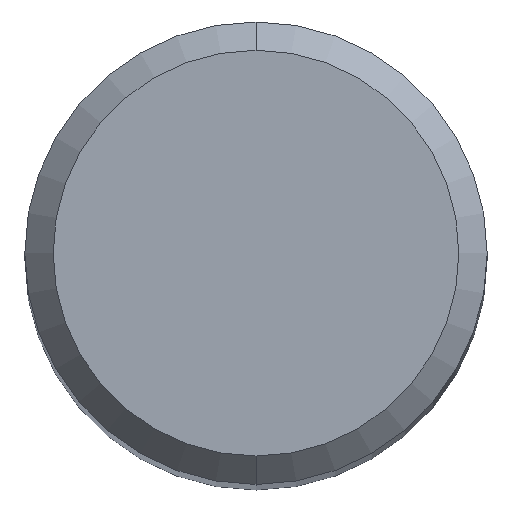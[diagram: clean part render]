
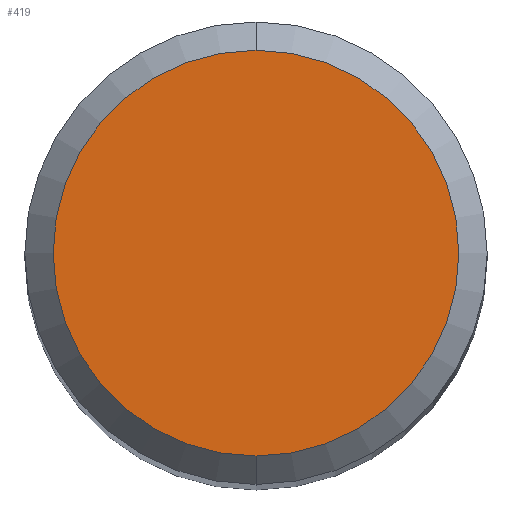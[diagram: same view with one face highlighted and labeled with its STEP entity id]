
A CAD part, top view. The second image highlights one B-rep face of the part: STEP entity #419.
In plain terms, the highlighted planar face has unit normal (0, 0, 1).
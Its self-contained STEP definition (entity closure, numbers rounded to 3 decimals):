
#289=EDGE_CURVE('',#333,#423,#686,.T.);
#333=VERTEX_POINT('',#731);
#339=EDGE_CURVE('',#423,#333,#737,.T.);
#419=ADVANCED_FACE('',(#825),#826,.T.);
#423=VERTEX_POINT('',#830);
#686=CIRCLE('',#1170,2.842);
#731=CARTESIAN_POINT('',(0.,-2.842,0.0));
#737=CIRCLE('',#1287,2.842);
#825=FACE_OUTER_BOUND('',#1415,.T.);
#826=PLANE('',#1416);
#830=CARTESIAN_POINT('',(0.0,2.842,0.0));
#1170=AXIS2_PLACEMENT_3D('',#1868,#1869,#1870);
#1287=AXIS2_PLACEMENT_3D('',#1903,#1904,#1905);
#1415=EDGE_LOOP('',(#2013,#2014));
#1416=AXIS2_PLACEMENT_3D('',#2015,#2016,#2017);
#1868=CARTESIAN_POINT('',(0.0,0.0,0.0));
#1869=DIRECTION('',(0.0,0.0,-1.0));
#1870=DIRECTION('',(0.0,1.0,0.0));
#1903=CARTESIAN_POINT('',(0.0,0.0,0.0));
#1904=DIRECTION('',(0.0,0.0,-1.0));
#1905=DIRECTION('',(0.0,1.0,0.0));
#2013=ORIENTED_EDGE('',*,*,#339,.F.);
#2014=ORIENTED_EDGE('',*,*,#289,.F.);
#2015=CARTESIAN_POINT('',(0.0,1.421,0.0));
#2016=DIRECTION('',(-0.0,0.0,1.0));
#2017=DIRECTION('',(0.0,-1.0,0.0));
